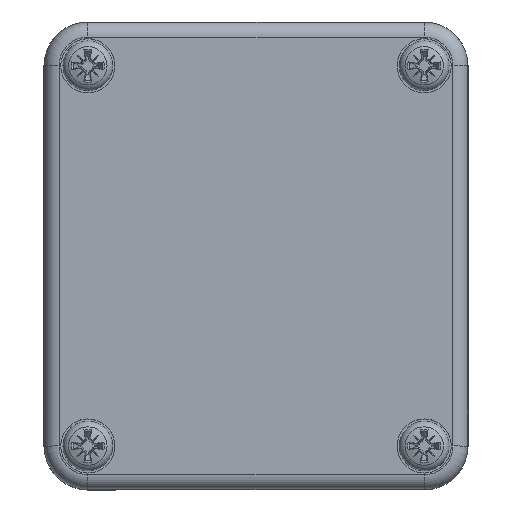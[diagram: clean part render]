
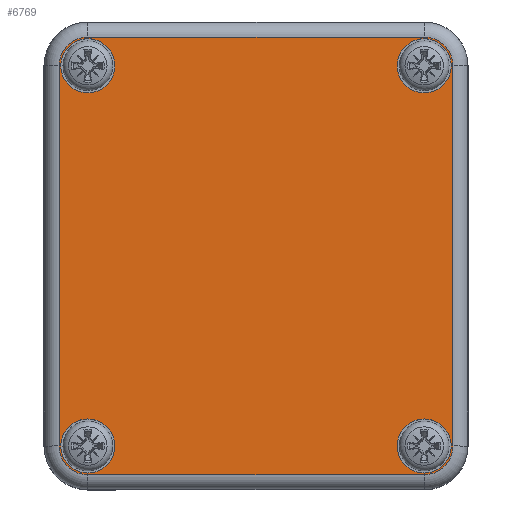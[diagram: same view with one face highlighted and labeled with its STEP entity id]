
A CAD part, top view. The second image highlights one B-rep face of the part: STEP entity #6769.
In plain terms, the highlighted face is planar.
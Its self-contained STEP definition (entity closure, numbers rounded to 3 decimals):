
#6348=CARTESIAN_POINT('',(-23.,29.93,-10.0));
#6349=VERTEX_POINT('',#6348);
#6357=CARTESIAN_POINT('',(-26.93,26.0,-10.0));
#6358=VERTEX_POINT('',#6357);
#6359=CARTESIAN_POINT('',(-23.,26.0,-10.0));
#6360=DIRECTION('',(0.0,0.0,1.0));
#6361=DIRECTION('',(-0.707,0.707,0.0));
#6362=AXIS2_PLACEMENT_3D('',#6359,#6360,#6361);
#6363=CIRCLE('',#6362,3.93);
#6364=EDGE_CURVE('',#6349,#6358,#6363,.T.);
#6390=CARTESIAN_POINT('',(-26.93,-26.,-10.0));
#6391=VERTEX_POINT('',#6390);
#6408=CARTESIAN_POINT('',(-26.93,26.0,-10.0));
#6409=DIRECTION('',(0.0,-1.0,0.0));
#6410=VECTOR('',#6409,52.0);
#6411=LINE('',#6408,#6410);
#6412=EDGE_CURVE('',#6358,#6391,#6411,.T.);
#6422=CARTESIAN_POINT('',(-23.,-29.93,-10.0));
#6423=VERTEX_POINT('',#6422);
#6441=CARTESIAN_POINT('',(-23.,-26.,-10.0));
#6442=DIRECTION('',(0.0,0.0,1.0));
#6443=DIRECTION('',(-0.707,-0.707,0.0));
#6444=AXIS2_PLACEMENT_3D('',#6441,#6442,#6443);
#6445=CIRCLE('',#6444,3.93);
#6446=EDGE_CURVE('',#6391,#6423,#6445,.T.);
#6456=CARTESIAN_POINT('',(23.0,-29.93,-10.0));
#6457=VERTEX_POINT('',#6456);
#6474=CARTESIAN_POINT('',(-23.,-29.93,-10.0));
#6475=DIRECTION('',(1.0,0.0,0.0));
#6476=VECTOR('',#6475,46.);
#6477=LINE('',#6474,#6476);
#6478=EDGE_CURVE('',#6423,#6457,#6477,.T.);
#6488=CARTESIAN_POINT('',(26.93,-26.0,-10.0));
#6489=VERTEX_POINT('',#6488);
#6507=CARTESIAN_POINT('',(23.,-26.0,-10.0));
#6508=DIRECTION('',(0.0,0.0,1.0));
#6509=DIRECTION('',(0.707,-0.707,0.0));
#6510=AXIS2_PLACEMENT_3D('',#6507,#6508,#6509);
#6511=CIRCLE('',#6510,3.93);
#6512=EDGE_CURVE('',#6457,#6489,#6511,.T.);
#6522=CARTESIAN_POINT('',(26.93,26.,-10.0));
#6523=VERTEX_POINT('',#6522);
#6540=CARTESIAN_POINT('',(26.93,-26.0,-10.0));
#6541=DIRECTION('',(0.0,1.0,0.0));
#6542=VECTOR('',#6541,52.0);
#6543=LINE('',#6540,#6542);
#6544=EDGE_CURVE('',#6489,#6523,#6543,.T.);
#6554=CARTESIAN_POINT('',(23.,29.93,-10.0));
#6555=VERTEX_POINT('',#6554);
#6573=CARTESIAN_POINT('',(23.,26.0,-10.0));
#6574=DIRECTION('',(0.0,0.0,1.0));
#6575=DIRECTION('',(0.707,0.707,0.0));
#6576=AXIS2_PLACEMENT_3D('',#6573,#6574,#6575);
#6577=CIRCLE('',#6576,3.93);
#6578=EDGE_CURVE('',#6523,#6555,#6577,.T.);
#6596=CARTESIAN_POINT('',(23.,29.93,-10.0));
#6597=DIRECTION('',(-1.0,0.0,0.0));
#6598=VECTOR('',#6597,46.0);
#6599=LINE('',#6596,#6598);
#6600=EDGE_CURVE('',#6555,#6349,#6599,.T.);
#6710=CARTESIAN_POINT('',(0.,0.,-10.0));
#6711=DIRECTION('',(0.0,0.0,1.0));
#6712=DIRECTION('',(1.0,0.0,0.0));
#6713=AXIS2_PLACEMENT_3D('',#6710,#6711,#6712);
#6714=PLANE('',#6713);
#6715=ORIENTED_EDGE('',*,*,#6364,.F.);
#6716=ORIENTED_EDGE('',*,*,#6600,.F.);
#6717=ORIENTED_EDGE('',*,*,#6578,.F.);
#6718=ORIENTED_EDGE('',*,*,#6544,.F.);
#6719=ORIENTED_EDGE('',*,*,#6512,.F.);
#6720=ORIENTED_EDGE('',*,*,#6478,.F.);
#6721=ORIENTED_EDGE('',*,*,#6446,.F.);
#6722=ORIENTED_EDGE('',*,*,#6412,.F.);
#6723=EDGE_LOOP('',(#6715,#6716,#6717,#6718,#6719,#6720,#6721,#6722));
#6724=FACE_OUTER_BOUND('',#6723,.T.);
#6725=CARTESIAN_POINT('',(19.3,26.,-10.0));
#6726=VERTEX_POINT('',#6725);
#6727=CARTESIAN_POINT('',(23.,26.,-10.0));
#6728=DIRECTION('',(0.0,0.0,1.0));
#6729=DIRECTION('',(1.0,0.0,0.0));
#6730=AXIS2_PLACEMENT_3D('',#6727,#6728,#6729);
#6731=CIRCLE('',#6730,3.7);
#6732=EDGE_CURVE('',#6726,#6726,#6731,.T.);
#6733=ORIENTED_EDGE('',*,*,#6732,.T.);
#6734=EDGE_LOOP('',(#6733));
#6735=FACE_BOUND('',#6734,.T.);
#6736=CARTESIAN_POINT('',(-26.7,26.0,-10.0));
#6737=VERTEX_POINT('',#6736);
#6738=CARTESIAN_POINT('',(-23.,26.0,-10.0));
#6739=DIRECTION('',(0.0,0.0,1.0));
#6740=DIRECTION('',(1.0,0.0,0.0));
#6741=AXIS2_PLACEMENT_3D('',#6738,#6739,#6740);
#6742=CIRCLE('',#6741,3.7);
#6743=EDGE_CURVE('',#6737,#6737,#6742,.T.);
#6744=ORIENTED_EDGE('',*,*,#6743,.T.);
#6745=EDGE_LOOP('',(#6744));
#6746=FACE_BOUND('',#6745,.T.);
#6747=CARTESIAN_POINT('',(-26.7,-26.,-10.0));
#6748=VERTEX_POINT('',#6747);
#6749=CARTESIAN_POINT('',(-23.,-26.,-10.0));
#6750=DIRECTION('',(0.0,0.0,1.0));
#6751=DIRECTION('',(1.0,0.0,0.0));
#6752=AXIS2_PLACEMENT_3D('',#6749,#6750,#6751);
#6753=CIRCLE('',#6752,3.7);
#6754=EDGE_CURVE('',#6748,#6748,#6753,.T.);
#6755=ORIENTED_EDGE('',*,*,#6754,.T.);
#6756=EDGE_LOOP('',(#6755));
#6757=FACE_BOUND('',#6756,.T.);
#6758=CARTESIAN_POINT('',(19.3,-26.,-10.0));
#6759=VERTEX_POINT('',#6758);
#6760=CARTESIAN_POINT('',(23.,-26.,-10.0));
#6761=DIRECTION('',(0.0,0.0,1.0));
#6762=DIRECTION('',(1.0,0.0,0.0));
#6763=AXIS2_PLACEMENT_3D('',#6760,#6761,#6762);
#6764=CIRCLE('',#6763,3.7);
#6765=EDGE_CURVE('',#6759,#6759,#6764,.T.);
#6766=ORIENTED_EDGE('',*,*,#6765,.T.);
#6767=EDGE_LOOP('',(#6766));
#6768=FACE_BOUND('',#6767,.T.);
#6769=ADVANCED_FACE('',(#6724,#6735,#6746,#6757,#6768),#6714,.F.);
